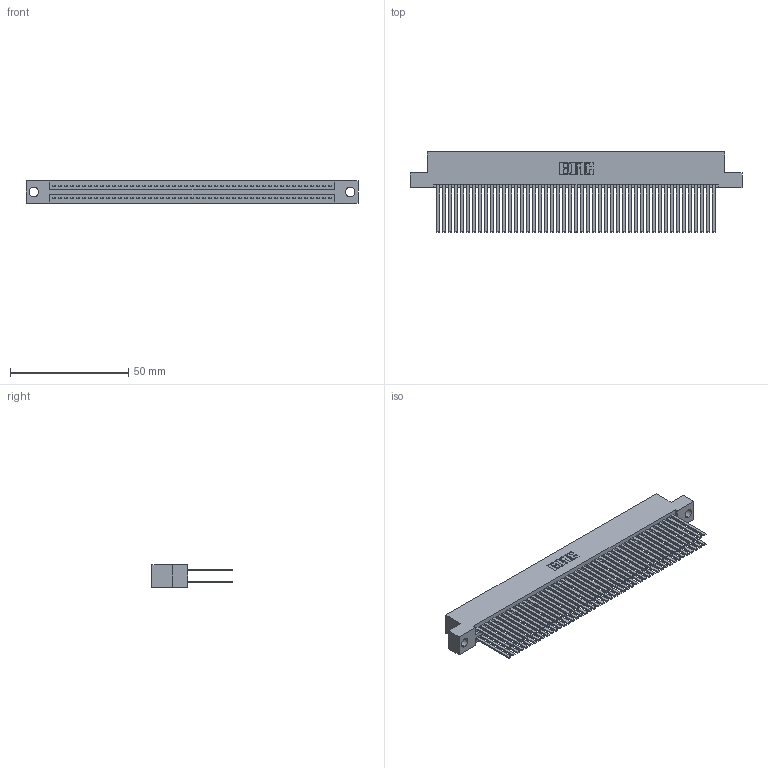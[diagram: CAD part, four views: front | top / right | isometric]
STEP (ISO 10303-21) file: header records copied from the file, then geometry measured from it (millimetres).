
FILE_DESCRIPTION (( 'STEP AP203' ), '1' );
FILE_NAME ('395-094-544-204.STEP', '2021-06-17T11:31:50', ( '' ), ( '' ), 'SwSTEP 2.0', 'SolidWorks 2020', '' );
FILE_SCHEMA (( 'CONFIG_CONTROL_DESIGN' ));
Length unit declared in the file: inch
Products named in the file (3): 345-292-001_345-293-144; 395-094-544-204; 345 Part_Flush Mounting Lugs - 0.156 Dia-TI
Assembly tree (95 placements, depth 2):
  395-094-544-204
    345 Part_Flush Mounting Lugs - 0.156 Dia-TI
    345-292-001_345-293-144  x94
Bounding box: 140.59 x 33.96 x 9.4 mm (x, y, z)
Volume: 14915.1 mm3; surface area: 25857.6 mm2
Topology: 95 solids, 95 shells, 4276 faces, 12691 edges, 8334 vertices
Faces by surface type: plane 2820, cylinder 1456
Entity records: 36439 total; most frequent: CARTESIAN_POINT 6106, ORIENTED_EDGE 6038, DIRECTION 5375, EDGE_CURVE 3019, VECTOR 2703, LINE 2703, VERTEX_POINT 2010, AXIS2_PLACEMENT_3D 1336
